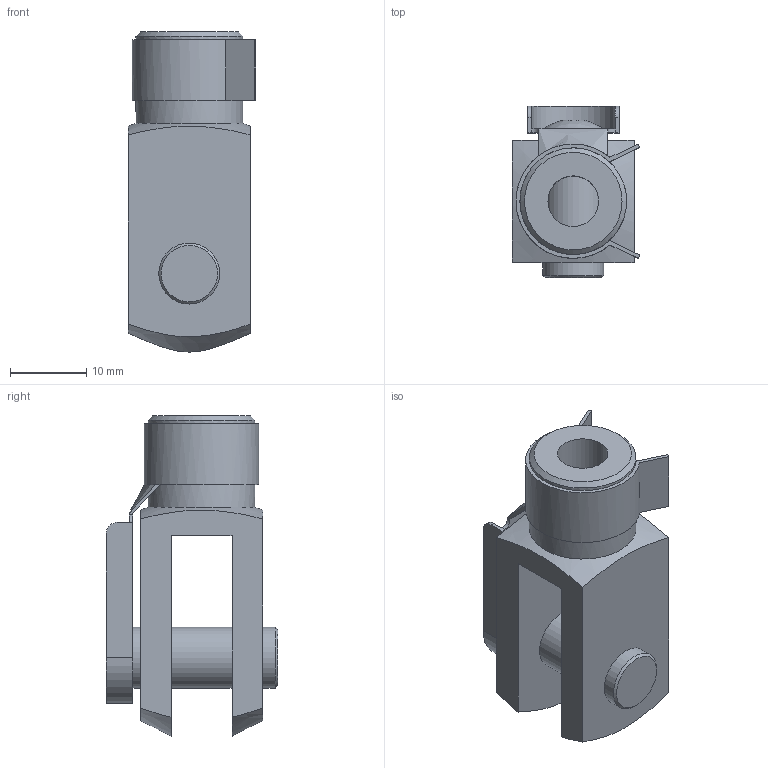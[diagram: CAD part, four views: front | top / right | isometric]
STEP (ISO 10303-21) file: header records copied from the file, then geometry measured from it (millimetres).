
FILE_DESCRIPTION(/* description */ (''),/* implementation_level */ '2;1');
FILE_NAME(/* name */ 'CAD_9197.stp',/* time_stamp */ '2017-10-27T11:31:49+02:00',/* author */ ('Hypex'),/* organization */ ('Hypex'),/* preprocessor_version */ 'ST-DEVELOPER v16.1',/* originating_system */ 'Autodesk Inventor 2016',/* authorisation */ '');
FILE_SCHEMA (('AUTOMOTIVE_DESIGN { 1 0 10303 214 3 1 1 }'));
Length unit declared in the file: millimetre
Products named in the file (1): CAD_9197
Bounding box: 16.71 x 22.5 x 42 mm (x, y, z)
Volume: 6322.8 mm3; surface area: 4711.2 mm2
Topology: 1 solids, 1 shells, 51 faces, 134 edges, 89 vertices
Faces by surface type: plane 30, cylinder 13, cone 5, bspline 2, sphere 1
Full cylindrical faces by diameter (mm): 2.5 x1, 6.647 x1, 8 x3, 14 x1
Entity records: 1617 total; most frequent: CARTESIAN_POINT 337, ORIENTED_EDGE 242, DIRECTION 237, EDGE_CURVE 121, VERTEX_POINT 85, AXIS2_PLACEMENT_3D 84, EDGE_LOOP 70, LINE 69
